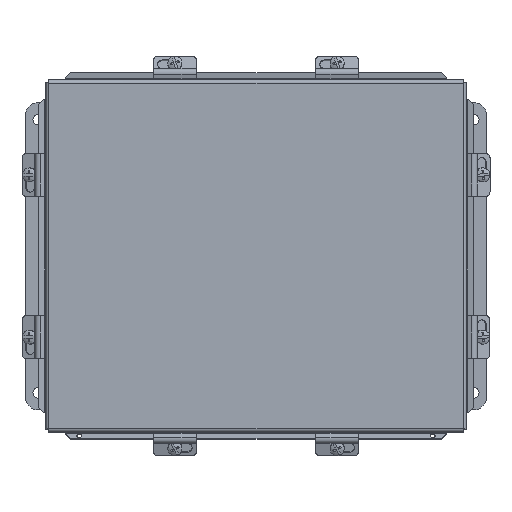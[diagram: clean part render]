
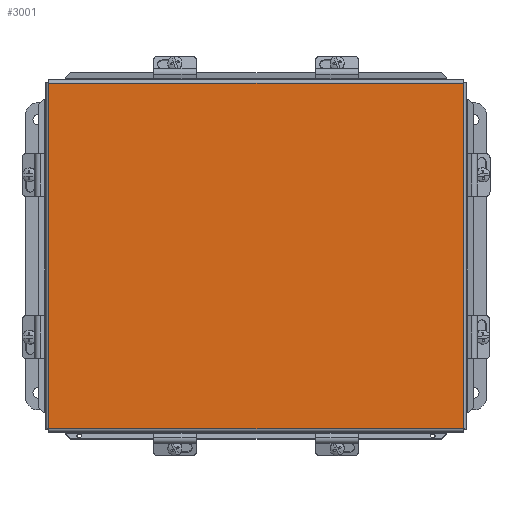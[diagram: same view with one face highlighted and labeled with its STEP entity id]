
A CAD part, top view. The second image highlights one B-rep face of the part: STEP entity #3001.
In plain terms, the highlighted face is planar.
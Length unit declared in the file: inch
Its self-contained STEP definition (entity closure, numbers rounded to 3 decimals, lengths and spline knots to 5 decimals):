
#27 = EDGE_CURVE ( 'NONE', #2342, #8272, #11693, .T. ) ;
#172 = EDGE_CURVE ( 'NONE', #6158, #7133, #2363, .T. ) ;
#364 = EDGE_CURVE ( 'NONE', #8272, #6158, #2911, .T. ) ;
#408 = EDGE_CURVE ( 'NONE', #7133, #2342, #3402, .T. ) ;
#763 = AXIS2_PLACEMENT_3D ( 'NONE', #13325, #13305, #13295 ) ;
#882 = CARTESIAN_POINT ( 'NONE',  ( 0.09325, 12.21675, 0. ) ) ;
#1014 = DIRECTION ( 'NONE',  ( 0., -1., 0. ) ) ;
#1089 = CARTESIAN_POINT ( 'NONE',  ( 10.21675, 12.21675, 0. ) ) ;
#1353 = DIRECTION ( 'NONE',  ( 0., 1., 0. ) ) ;
#1393 = CARTESIAN_POINT ( 'NONE',  ( 0.09325, 0.09325, 0. ) ) ;
#2277 = DIRECTION ( 'NONE',  ( 1., 0., 0. ) ) ;
#2296 = CARTESIAN_POINT ( 'NONE',  ( 0.09325, 12.21675, 0. ) ) ;
#2342 = VERTEX_POINT ( 'NONE', #5880 ) ;
#2363 = LINE ( 'NONE', #2296, #3916 ) ;
#2911 = LINE ( 'NONE', #1393, #3305 ) ;
#3001 = ADVANCED_FACE ( 'NONE', ( #4085 ), #13584, .F. ) ;
#3305 = VECTOR ( 'NONE', #1353, 39.37008 ) ;
#3378 = VECTOR ( 'NONE', #1014, 39.37008 ) ;
#3402 = LINE ( 'NONE', #1089, #3378 ) ;
#3656 = DIRECTION ( 'NONE',  ( -1., 0., 0. ) ) ;
#3867 = CARTESIAN_POINT ( 'NONE',  ( 10.21675, 0.09325, 0. ) ) ;
#3916 = VECTOR ( 'NONE', #2277, 39.37008 ) ;
#4020 = CARTESIAN_POINT ( 'NONE',  ( 10.21675, 12.21675, 0. ) ) ;
#4085 = FACE_OUTER_BOUND ( 'NONE', #8785, .T. ) ;
#5476 = ORIENTED_EDGE ( 'NONE', *, *, #27, .T. ) ;
#5880 = CARTESIAN_POINT ( 'NONE',  ( 10.21675, 0.09325, 0. ) ) ;
#5991 = ORIENTED_EDGE ( 'NONE', *, *, #408, .T. ) ;
#6158 = VERTEX_POINT ( 'NONE', #882 ) ;
#7133 = VERTEX_POINT ( 'NONE', #4020 ) ;
#7902 = CARTESIAN_POINT ( 'NONE',  ( 0.09325, 0.09325, 0. ) ) ;
#8272 = VERTEX_POINT ( 'NONE', #7902 ) ;
#8785 = EDGE_LOOP ( 'NONE', ( #5991, #5476, #10332, #10349 ) ) ;
#10332 = ORIENTED_EDGE ( 'NONE', *, *, #364, .T. ) ;
#10349 = ORIENTED_EDGE ( 'NONE', *, *, #172, .T. ) ;
#11325 = VECTOR ( 'NONE', #3656, 39.37008 ) ;
#11693 = LINE ( 'NONE', #3867, #11325 ) ;
#13295 = DIRECTION ( 'NONE',  ( 1., 0., 0. ) ) ;
#13305 = DIRECTION ( 'NONE',  ( 0., 0., 1. ) ) ;
#13325 = CARTESIAN_POINT ( 'NONE',  ( 5.155, 6.155, 0. ) ) ;
#13584 = PLANE ( 'NONE',  #763 ) ;
